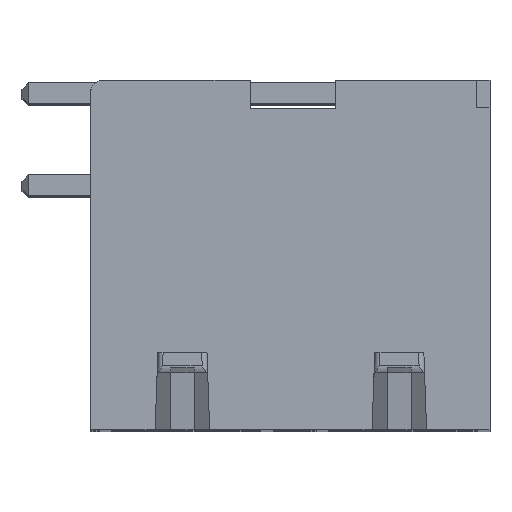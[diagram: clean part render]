
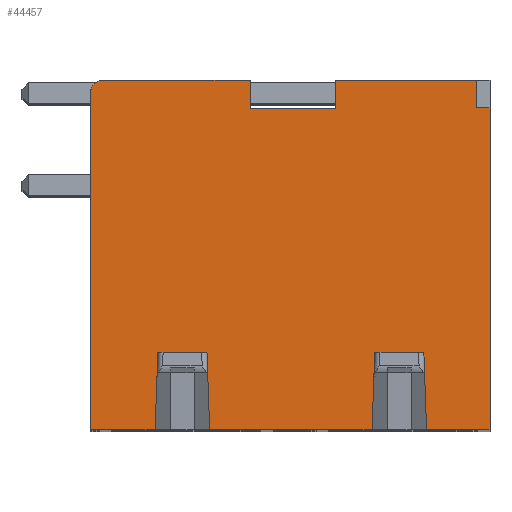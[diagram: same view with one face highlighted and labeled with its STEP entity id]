
A CAD part, top view. The second image highlights one B-rep face of the part: STEP entity #44457.
In plain terms, the highlighted planar face has unit normal (0, 0, 1).
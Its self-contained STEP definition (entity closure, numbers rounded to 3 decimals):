
#11561=DIRECTION('',(-1.,0.,0.));
#11562=VECTOR('',#11561,5.39);
#11563=CARTESIAN_POINT('',(11.703,13.3,33.7));
#11564=LINE('',#11563,#11562);
#11729=DIRECTION('',(0.,-1.,0.));
#11730=VECTOR('',#11729,1.092);
#11731=CARTESIAN_POINT('',(6.313,13.3,33.7));
#11732=LINE('',#11731,#11730);
#11829=DIRECTION('',(0.,1.,0.));
#11830=VECTOR('',#11829,1.092);
#11831=CARTESIAN_POINT('',(3.074,12.208,33.7));
#11832=LINE('',#11831,#11830);
#12253=DIRECTION('',(-1.,0.,0.));
#12254=VECTOR('',#12253,5.716);
#12255=CARTESIAN_POINT('',(3.074,13.3,33.7));
#12256=LINE('',#12255,#12254);
#12593=DIRECTION('',(0.,-1.,0.));
#12594=VECTOR('',#12593,0.02);
#12595=CARTESIAN_POINT('',(-2.641,13.3,33.7));
#12596=LINE('',#12595,#12594);
#15147=DIRECTION('',(-1.,0.,0.));
#15148=VECTOR('',#15147,3.238);
#15149=CARTESIAN_POINT('',(6.313,12.208,33.7));
#15150=LINE('',#15149,#15148);
#15151=DIRECTION('',(-0.035,-0.999,0.));
#15152=VECTOR('',#15151,2.716);
#15153=CARTESIAN_POINT('',(-0.443,2.714,33.7));
#15154=LINE('',#15153,#15152);
#15155=DIRECTION('',(-1.,0.,0.));
#15156=VECTOR('',#15155,2.463);
#15157=CARTESIAN_POINT('',(-0.537,0.,33.7));
#15158=LINE('',#15157,#15156);
#15159=DIRECTION('',(0.,1.,0.));
#15160=VECTOR('',#15159,12.8);
#15161=CARTESIAN_POINT('',(-3.,0.,33.7));
#15162=LINE('',#15161,#15160);
#15163=CARTESIAN_POINT('',(-2.5,12.8,33.7));
#15164=DIRECTION('',(0.,0.,-1.));
#15165=DIRECTION('',(-1.,0.,0.));
#15166=AXIS2_PLACEMENT_3D('',#15163,#15164,#15165);
#15168=DIRECTION('',(0.,-1.,0.));
#15169=VECTOR('',#15168,12.25);
#15170=CARTESIAN_POINT('',(12.2,12.25,33.7));
#15171=LINE('',#15170,#15169);
#15172=DIRECTION('',(-1.,0.,0.));
#15173=VECTOR('',#15172,2.413);
#15174=CARTESIAN_POINT('',(12.2,0.,33.7));
#15175=LINE('',#15174,#15173);
#15176=DIRECTION('',(-0.035,0.999,0.));
#15177=VECTOR('',#15176,2.716);
#15178=CARTESIAN_POINT('',(9.787,0.,33.7));
#15179=LINE('',#15178,#15177);
#15180=DIRECTION('',(-0.035,-0.999,0.));
#15181=VECTOR('',#15180,2.716);
#15182=CARTESIAN_POINT('',(7.807,2.714,33.7));
#15183=LINE('',#15182,#15181);
#15184=DIRECTION('',(-1.,0.,0.));
#15185=VECTOR('',#15184,6.175);
#15186=CARTESIAN_POINT('',(7.713,0.,33.7));
#15187=LINE('',#15186,#15185);
#15188=DIRECTION('',(-0.035,0.999,0.));
#15189=VECTOR('',#15188,2.716);
#15190=CARTESIAN_POINT('',(1.537,0.,33.7));
#15191=LINE('',#15190,#15189);
#15216=DIRECTION('',(1.,0.,0.));
#15217=VECTOR('',#15216,1.885);
#15218=CARTESIAN_POINT('',(-0.443,2.714,33.7));
#15219=LINE('',#15218,#15217);
#15373=DIRECTION('',(0.,1.,0.));
#15374=VECTOR('',#15373,1.05);
#15375=CARTESIAN_POINT('',(11.703,12.25,33.7));
#15376=LINE('',#15375,#15374);
#15389=DIRECTION('',(-1.,0.,0.));
#15390=VECTOR('',#15389,0.497);
#15391=CARTESIAN_POINT('',(12.2,12.25,33.7));
#15392=LINE('',#15391,#15390);
#15409=DIRECTION('',(1.,0.,0.));
#15410=VECTOR('',#15409,1.885);
#15411=CARTESIAN_POINT('',(7.807,2.714,33.7));
#15412=LINE('',#15411,#15410);
#16771=CARTESIAN_POINT('',(-3.,0.,33.7));
#16772=VERTEX_POINT('',#16771);
#16773=CARTESIAN_POINT('',(-0.537,0.,33.7));
#16774=VERTEX_POINT('',#16773);
#16779=CARTESIAN_POINT('',(1.537,0.,33.7));
#16780=VERTEX_POINT('',#16779);
#16781=CARTESIAN_POINT('',(7.713,0.,33.7));
#16782=VERTEX_POINT('',#16781);
#16787=CARTESIAN_POINT('',(9.787,0.,33.7));
#16788=VERTEX_POINT('',#16787);
#16789=CARTESIAN_POINT('',(12.2,0.,33.7));
#16790=VERTEX_POINT('',#16789);
#16871=CARTESIAN_POINT('',(12.2,12.25,33.7));
#16872=VERTEX_POINT('',#16871);
#16879=CARTESIAN_POINT('',(11.703,13.3,33.7));
#16880=VERTEX_POINT('',#16879);
#16881=CARTESIAN_POINT('',(6.313,13.3,33.7));
#16882=VERTEX_POINT('',#16881);
#16883=CARTESIAN_POINT('',(6.313,12.208,33.7));
#16884=VERTEX_POINT('',#16883);
#16893=CARTESIAN_POINT('',(3.074,12.208,33.7));
#16894=CARTESIAN_POINT('',(3.074,13.3,33.7));
#16895=VERTEX_POINT('',#16893);
#16896=VERTEX_POINT('',#16894);
#16905=CARTESIAN_POINT('',(-2.641,13.3,33.7));
#16906=VERTEX_POINT('',#16905);
#16907=CARTESIAN_POINT('',(-2.641,13.28,33.7));
#16908=VERTEX_POINT('',#16907);
#16937=CARTESIAN_POINT('',(-0.443,2.714,33.7));
#16938=VERTEX_POINT('',#16937);
#16939=CARTESIAN_POINT('',(-3.,12.8,33.7));
#16940=VERTEX_POINT('',#16939);
#16941=CARTESIAN_POINT('',(11.703,12.25,33.7));
#16942=VERTEX_POINT('',#16941);
#16943=CARTESIAN_POINT('',(9.693,2.714,33.7));
#16944=VERTEX_POINT('',#16943);
#16945=CARTESIAN_POINT('',(7.807,2.714,33.7));
#16946=VERTEX_POINT('',#16945);
#16947=CARTESIAN_POINT('',(1.443,2.714,33.7));
#16948=VERTEX_POINT('',#16947);
#44420=CARTESIAN_POINT('',(0.,0.,33.7));
#44421=DIRECTION('',(0.,0.,1.));
#44422=DIRECTION('',(1.,0.,0.));
#44423=AXIS2_PLACEMENT_3D('',#44420,#44421,#44422);
#44424=PLANE('',#44423);
#44426=ORIENTED_EDGE('',*,*,#44425,.T.);
#44427=ORIENTED_EDGE('',*,*,#22129,.T.);
#44429=ORIENTED_EDGE('',*,*,#44428,.T.);
#44431=ORIENTED_EDGE('',*,*,#44430,.T.);
#44432=ORIENTED_EDGE('',*,*,#39807,.F.);
#44433=ORIENTED_EDGE('',*,*,#39777,.F.);
#44434=ORIENTED_EDGE('',*,*,#38950,.F.);
#44435=ORIENTED_EDGE('',*,*,#44415,.F.);
#44436=ORIENTED_EDGE('',*,*,#38738,.F.);
#44437=ORIENTED_EDGE('',*,*,#38723,.F.);
#44439=ORIENTED_EDGE('',*,*,#44438,.F.);
#44441=ORIENTED_EDGE('',*,*,#44440,.F.);
#44442=ORIENTED_EDGE('',*,*,#38516,.T.);
#44443=ORIENTED_EDGE('',*,*,#22145,.T.);
#44445=ORIENTED_EDGE('',*,*,#44444,.T.);
#44447=ORIENTED_EDGE('',*,*,#44446,.F.);
#44449=ORIENTED_EDGE('',*,*,#44448,.T.);
#44450=ORIENTED_EDGE('',*,*,#22137,.T.);
#44452=ORIENTED_EDGE('',*,*,#44451,.T.);
#44454=ORIENTED_EDGE('',*,*,#44453,.F.);
#44455=EDGE_LOOP('',(#44426,#44427,#44429,#44431,#44432,#44433,#44434,#44435,
#44436,#44437,#44439,#44441,#44442,#44443,#44445,#44447,#44449,#44450,#44452,
#44454));
#44456=FACE_OUTER_BOUND('',#44455,.F.);
#44457=ADVANCED_FACE('',(#44456),#44424,.T.);
#15167=CIRCLE('',#15166,0.5);
#22129=EDGE_CURVE('',#16774,#16772,#15158,.T.);
#22137=EDGE_CURVE('',#16782,#16780,#15187,.T.);
#22145=EDGE_CURVE('',#16790,#16788,#15175,.T.);
#38516=EDGE_CURVE('',#16872,#16790,#15171,.T.);
#38723=EDGE_CURVE('',#16880,#16882,#11564,.T.);
#38738=EDGE_CURVE('',#16882,#16884,#11732,.T.);
#38950=EDGE_CURVE('',#16895,#16896,#11832,.T.);
#39777=EDGE_CURVE('',#16896,#16906,#12256,.T.);
#39807=EDGE_CURVE('',#16906,#16908,#12596,.T.);
#44415=EDGE_CURVE('',#16884,#16895,#15150,.T.);
#44425=EDGE_CURVE('',#16938,#16774,#15154,.T.);
#44428=EDGE_CURVE('',#16772,#16940,#15162,.T.);
#44430=EDGE_CURVE('',#16940,#16908,#15167,.T.);
#44438=EDGE_CURVE('',#16942,#16880,#15376,.T.);
#44440=EDGE_CURVE('',#16872,#16942,#15392,.T.);
#44444=EDGE_CURVE('',#16788,#16944,#15179,.T.);
#44446=EDGE_CURVE('',#16946,#16944,#15412,.T.);
#44448=EDGE_CURVE('',#16946,#16782,#15183,.T.);
#44451=EDGE_CURVE('',#16780,#16948,#15191,.T.);
#44453=EDGE_CURVE('',#16938,#16948,#15219,.T.);
